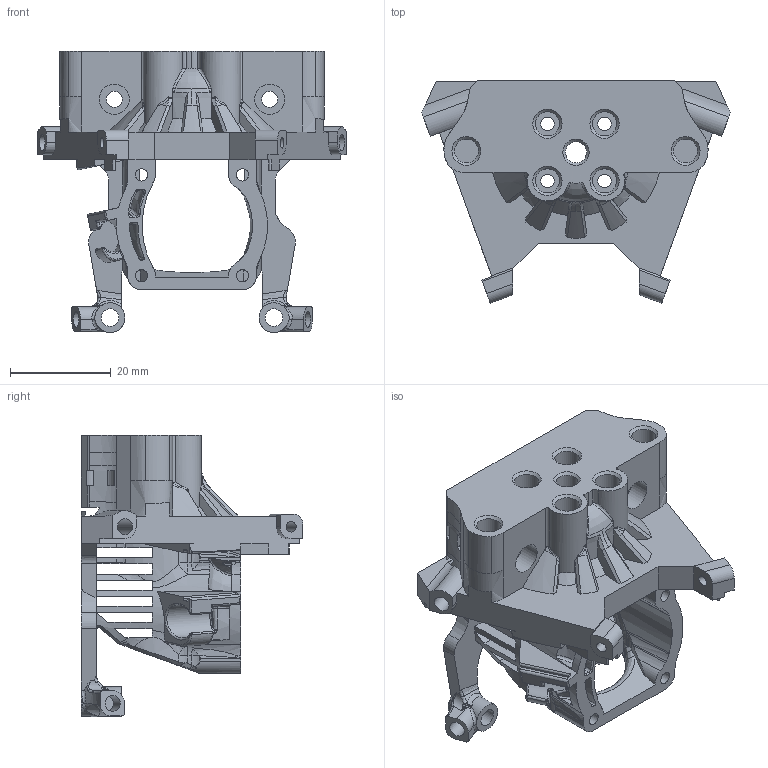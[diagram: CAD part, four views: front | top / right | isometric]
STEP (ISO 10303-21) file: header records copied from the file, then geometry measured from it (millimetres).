
FILE_DESCRIPTION(/* description */ ('STEP AP242','CAx-IF Rec.Pracs.---Representation and Presentation of Product Manufacturing Information (PMI)---4.0---2014-10-13','CAx-IF Rec.Pracs.---3D Tessellated Geometry---0.4---2014-09-14','2;1'),/* implementation_level */ '2;1');
FILE_NAME(/* name */ '644f6ab49929db0e600fdc4f',/* time_stamp */ '2023-05-01T07:31:02Z',/* author */ (''),/* organization */ (''),/* preprocessor_version */ 'ST-DEVELOPER v19.4',/* originating_system */ ' ',/* authorisation */ ' ');
FILE_SCHEMA (('AP242_MANAGED_MODEL_BASED_3D_ENGINEERING_MIM_LF { 1 0 10303 442 1 1 4 }'));
Length unit declared in the file: metre
Products named in the file (1): Xol 2 Rapido - Hotend Mount - VZ-Hexdrudort-Low - TAP + 5v stepdown h
older
Bounding box: 61.18 x 44.01 x 55.72 mm (x, y, z)
Volume: 26061.7 mm3; surface area: 15399 mm2
Topology: 1 solids, 1 shells, 769 faces, 2197 edges, 1405 vertices
Faces by surface type: bspline 264, plane 248, cylinder 214, torus 24, cone 18, sphere 1
Full cylindrical faces by diameter (mm): 2.1 x2, 2.45 x4, 2.7 x4, 3.2 x6, 3.5 x2, 4.2 x1, 4.7 x2, 4.8 x4, 6 x2, 20.6 x1
Entity records: 31028 total; most frequent: CARTESIAN_POINT 13307, ORIENTED_EDGE 4276, DIRECTION 2853, EDGE_CURVE 2138, VERTEX_POINT 1389, AXIS2_PLACEMENT_3D 1078, B_SPLINE_CURVE_WITH_KNOTS 869, EDGE_LOOP 847
